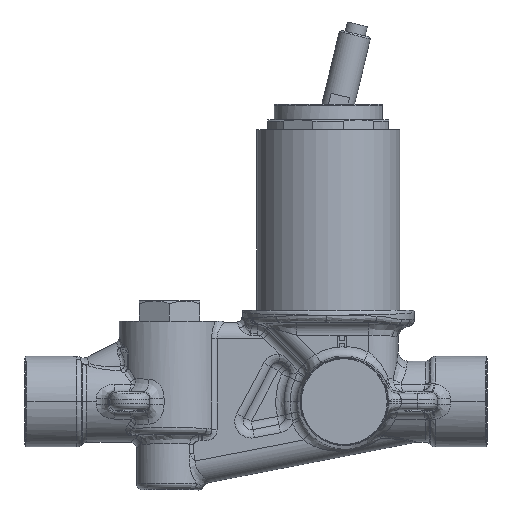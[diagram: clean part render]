
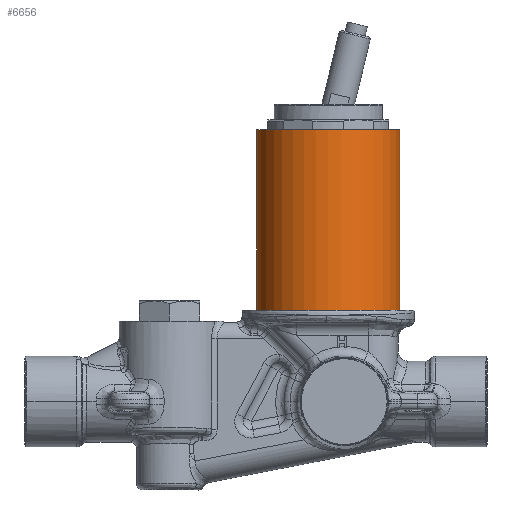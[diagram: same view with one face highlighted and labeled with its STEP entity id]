
A CAD part, left-side view. The second image highlights one B-rep face of the part: STEP entity #6656.
In plain terms, the highlighted cylindrical face has radius 22.5 mm (diameter 45 mm), a partial arc.
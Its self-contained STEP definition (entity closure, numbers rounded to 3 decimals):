
#452 = ORIENTED_EDGE ( 'NONE', *, *, #21747, .F. ) ;
#1082 = FACE_OUTER_BOUND ( 'NONE', #24398, .T. ) ;
#1553 = CARTESIAN_POINT ( 'NONE',  ( 149.649, 170.999, 360.263 ) ) ;
#3437 = CARTESIAN_POINT ( 'NONE',  ( 149.649, 193.499, 309.463 ) ) ;
#3526 = DIRECTION ( 'NONE',  ( 1., 0., 0. ) ) ;
#4039 = VERTEX_POINT ( 'NONE', #12568 ) ;
#5427 = DIRECTION ( 'NONE',  ( 0., 0., -1. ) ) ;
#6353 = AXIS2_PLACEMENT_3D ( 'NONE', #11454, #25233, #13446 ) ;
#6656 = ADVANCED_FACE ( 'NONE', ( #1082 ), #16239, .T. ) ;
#8051 = VECTOR ( 'NONE', #5427, 1000. ) ;
#9166 = EDGE_CURVE ( 'NONE', #15837, #4039, #18050, .T. ) ;
#11336 = EDGE_CURVE ( 'NONE', #15837, #18803, #25079, .T. ) ;
#11454 = CARTESIAN_POINT ( 'NONE',  ( 149.649, 170.999, 303.563 ) ) ;
#12568 = CARTESIAN_POINT ( 'NONE',  ( 149.649, 193.499, 360.263 ) ) ;
#12576 = CARTESIAN_POINT ( 'NONE',  ( 149.649, 170.999, 309.463 ) ) ;
#12725 = CIRCLE ( 'NONE', #6353, 22.5 ) ;
#13355 = CARTESIAN_POINT ( 'NONE',  ( 149.649, 148.499, 303.563 ) ) ;
#13368 = VECTOR ( 'NONE', #20393, 1000. ) ;
#13446 = DIRECTION ( 'NONE',  ( 0., 1., 0. ) ) ;
#13938 = LINE ( 'NONE', #3437, #8051 ) ;
#14087 = AXIS2_PLACEMENT_3D ( 'NONE', #12576, #24698, #18513 ) ;
#14217 = ORIENTED_EDGE ( 'NONE', *, *, #9166, .T. ) ;
#15400 = DIRECTION ( 'NONE',  ( 0., 0., -1. ) ) ;
#15442 = AXIS2_PLACEMENT_3D ( 'NONE', #1553, #15400, #3526 ) ;
#15572 = CARTESIAN_POINT ( 'NONE',  ( 149.649, 148.499, 360.263 ) ) ;
#15837 = VERTEX_POINT ( 'NONE', #15572 ) ;
#16239 = CYLINDRICAL_SURFACE ( 'NONE', #14087, 22.5 ) ;
#18050 = CIRCLE ( 'NONE', #15442, 22.5 ) ;
#18401 = CARTESIAN_POINT ( 'NONE',  ( 149.649, 148.499, 309.463 ) ) ;
#18513 = DIRECTION ( 'NONE',  ( 0., 1., 0. ) ) ;
#18803 = VERTEX_POINT ( 'NONE', #13355 ) ;
#18939 = ORIENTED_EDGE ( 'NONE', *, *, #24547, .T. ) ;
#20393 = DIRECTION ( 'NONE',  ( 0., 0., -1. ) ) ;
#21747 = EDGE_CURVE ( 'NONE', #18803, #24090, #12725, .T. ) ;
#21865 = ORIENTED_EDGE ( 'NONE', *, *, #11336, .F. ) ;
#23580 = CARTESIAN_POINT ( 'NONE',  ( 149.649, 193.499, 303.563 ) ) ;
#24090 = VERTEX_POINT ( 'NONE', #23580 ) ;
#24398 = EDGE_LOOP ( 'NONE', ( #21865, #14217, #18939, #452 ) ) ;
#24547 = EDGE_CURVE ( 'NONE', #4039, #24090, #13938, .T. ) ;
#24698 = DIRECTION ( 'NONE',  ( 0., 0., -1. ) ) ;
#25079 = LINE ( 'NONE', #18401, #13368 ) ;
#25233 = DIRECTION ( 'NONE',  ( 0., 0., -1. ) ) ;
